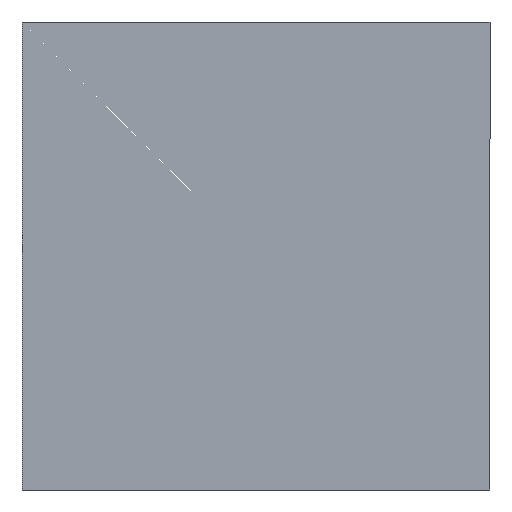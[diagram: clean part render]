
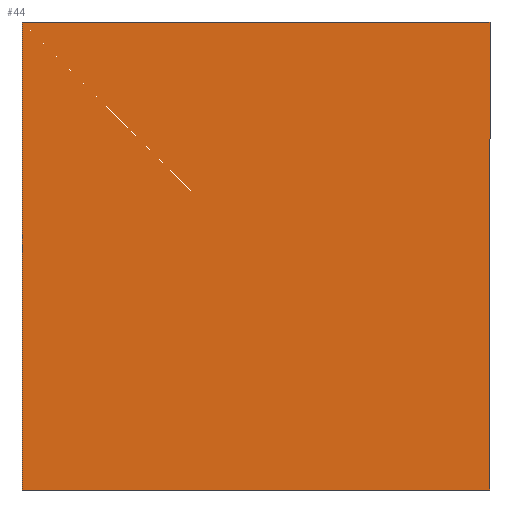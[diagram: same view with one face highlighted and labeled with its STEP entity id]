
A CAD part, front view. The second image highlights one B-rep face of the part: STEP entity #44.
In plain terms, the highlighted planar face has unit normal (0, -1, 0).
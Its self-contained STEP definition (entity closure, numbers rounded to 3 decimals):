
#7 = AXIS2_PLACEMENT_3D ( 'NONE', #146, #280, #125 ) ;
#13 = VECTOR ( 'NONE', #36, 1000. ) ;
#19 = CARTESIAN_POINT ( 'NONE',  ( -3.5, 0., -3.5 ) ) ;
#29 = DIRECTION ( 'NONE',  ( 0., 0., 1. ) ) ;
#36 = DIRECTION ( 'NONE',  ( 0., 0., -1. ) ) ;
#43 = EDGE_CURVE ( 'NONE', #166, #50, #174, .T. ) ;
#44 = ADVANCED_FACE ( 'NONE', ( #201 ), #226, .F. ) ;
#50 = VERTEX_POINT ( 'NONE', #135 ) ;
#63 = EDGE_CURVE ( 'NONE', #50, #69, #225, .T. ) ;
#69 = VERTEX_POINT ( 'NONE', #98 ) ;
#84 = EDGE_LOOP ( 'NONE', ( #213, #99, #236, #219 ) ) ;
#98 = CARTESIAN_POINT ( 'NONE',  ( -3.5, 0., 3.5 ) ) ;
#99 = ORIENTED_EDGE ( 'NONE', *, *, #43, .F. ) ;
#113 = EDGE_CURVE ( 'NONE', #207, #166, #237, .T. ) ;
#119 = DIRECTION ( 'NONE',  ( 1., 0., 0. ) ) ;
#122 = EDGE_CURVE ( 'NONE', #69, #207, #242, .T. ) ;
#125 = DIRECTION ( 'NONE',  ( 0., 0., 1. ) ) ;
#127 = CARTESIAN_POINT ( 'NONE',  ( -3.5, 0., 3.5 ) ) ;
#129 = CARTESIAN_POINT ( 'NONE',  ( 3.5, 0., -3.5 ) ) ;
#135 = CARTESIAN_POINT ( 'NONE',  ( -3.5, 0., -3.5 ) ) ;
#146 = CARTESIAN_POINT ( 'NONE',  ( 0., 0., 0. ) ) ;
#153 = VECTOR ( 'NONE', #29, 1000. ) ;
#166 = VERTEX_POINT ( 'NONE', #129 ) ;
#168 = CARTESIAN_POINT ( 'NONE',  ( -3.5, 0., -3.5 ) ) ;
#174 = LINE ( 'NONE', #168, #252 ) ;
#176 = CARTESIAN_POINT ( 'NONE',  ( 3.5, 0., -3.5 ) ) ;
#199 = CARTESIAN_POINT ( 'NONE',  ( 3.5, 0., 3.5 ) ) ;
#201 = FACE_OUTER_BOUND ( 'NONE', #84, .T. ) ;
#207 = VERTEX_POINT ( 'NONE', #199 ) ;
#213 = ORIENTED_EDGE ( 'NONE', *, *, #63, .F. ) ;
#219 = ORIENTED_EDGE ( 'NONE', *, *, #122, .F. ) ;
#225 = LINE ( 'NONE', #19, #153 ) ;
#226 = PLANE ( 'NONE',  #7 ) ;
#231 = VECTOR ( 'NONE', #119, 1000. ) ;
#236 = ORIENTED_EDGE ( 'NONE', *, *, #113, .F. ) ;
#237 = LINE ( 'NONE', #176, #13 ) ;
#242 = LINE ( 'NONE', #127, #231 ) ;
#245 = DIRECTION ( 'NONE',  ( -1., 0., 0. ) ) ;
#252 = VECTOR ( 'NONE', #245, 1000. ) ;
#280 = DIRECTION ( 'NONE',  ( 0., 1., 0. ) ) ;
